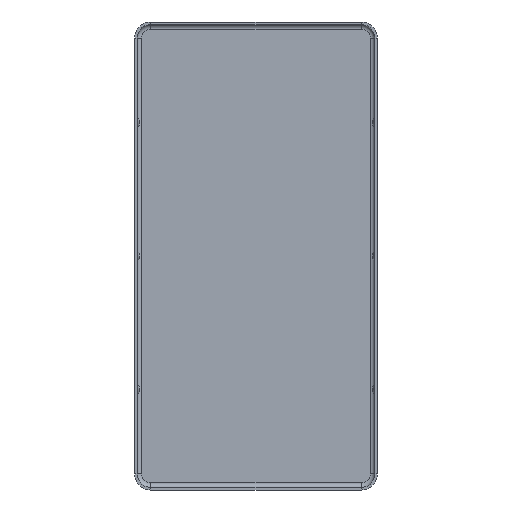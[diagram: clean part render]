
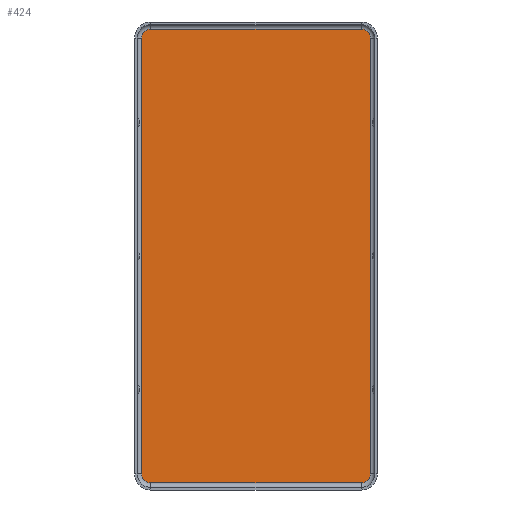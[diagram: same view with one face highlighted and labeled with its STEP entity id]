
A CAD part, front view. The second image highlights one B-rep face of the part: STEP entity #424.
In plain terms, the highlighted planar face has unit normal (0, -1, 0).
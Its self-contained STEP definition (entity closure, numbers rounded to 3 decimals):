
#5 = EDGE_CURVE ( 'NONE', #1790, #269, #1341, .T. ) ;
#7 = AXIS2_PLACEMENT_3D ( 'NONE', #900, #1186, #1460 ) ;
#18 = VECTOR ( 'NONE', #722, 1000. ) ;
#80 = EDGE_CURVE ( 'NONE', #1790, #1193, #392, .T. ) ;
#106 = AXIS2_PLACEMENT_3D ( 'NONE', #450, #298, #738 ) ;
#151 = LINE ( 'NONE', #308, #923 ) ;
#152 = CARTESIAN_POINT ( 'NONE',  ( 12.85, 0., 0. ) ) ;
#226 = CARTESIAN_POINT ( 'NONE',  ( -11.85, 0., 24.5 ) ) ;
#230 = DIRECTION ( 'NONE',  ( 0., -1., 0. ) ) ;
#251 = EDGE_CURVE ( 'NONE', #885, #799, #985, .T. ) ;
#269 = VERTEX_POINT ( 'NONE', #1333 ) ;
#297 = CARTESIAN_POINT ( 'NONE',  ( -11.85, 0., -25.5 ) ) ;
#298 = DIRECTION ( 'NONE',  ( 0., 1., 0. ) ) ;
#308 = CARTESIAN_POINT ( 'NONE',  ( 11.85, 0., 25.5 ) ) ;
#369 = DIRECTION ( 'NONE',  ( 0., 0., -1. ) ) ;
#372 = VERTEX_POINT ( 'NONE', #1518 ) ;
#392 = LINE ( 'NONE', #739, #18 ) ;
#421 = CARTESIAN_POINT ( 'NONE',  ( 11.85, 0., 25.5 ) ) ;
#424 = ADVANCED_FACE ( 'NONE', ( #1176 ), #1083, .T. ) ;
#450 = CARTESIAN_POINT ( 'NONE',  ( 11.85, 0., -24.5 ) ) ;
#478 = ORIENTED_EDGE ( 'NONE', *, *, #80, .T. ) ;
#485 = CIRCLE ( 'NONE', #106, 1. ) ;
#495 = CARTESIAN_POINT ( 'NONE',  ( 11.85, 0., -25.5 ) ) ;
#502 = ORIENTED_EDGE ( 'NONE', *, *, #1237, .T. ) ;
#509 = CARTESIAN_POINT ( 'NONE',  ( -12.85, 0., 24.5 ) ) ;
#527 = CARTESIAN_POINT ( 'NONE',  ( -12.85, 0., -24.5 ) ) ;
#555 = LINE ( 'NONE', #152, #760 ) ;
#722 = DIRECTION ( 'NONE',  ( 0., 0., -1. ) ) ;
#738 = DIRECTION ( 'NONE',  ( 0., 0., 1. ) ) ;
#739 = CARTESIAN_POINT ( 'NONE',  ( -12.85, 0., 0. ) ) ;
#760 = VECTOR ( 'NONE', #1599, 1000. ) ;
#773 = ORIENTED_EDGE ( 'NONE', *, *, #1144, .F. ) ;
#799 = VERTEX_POINT ( 'NONE', #297 ) ;
#857 = AXIS2_PLACEMENT_3D ( 'NONE', #226, #1799, #1656 ) ;
#885 = VERTEX_POINT ( 'NONE', #495 ) ;
#893 = DIRECTION ( 'NONE',  ( -1., 0., 0. ) ) ;
#900 = CARTESIAN_POINT ( 'NONE',  ( -11.85, 0., -24.5 ) ) ;
#923 = VECTOR ( 'NONE', #893, 1000. ) ;
#928 = DIRECTION ( 'NONE',  ( -1., 0., 0. ) ) ;
#940 = CIRCLE ( 'NONE', #1158, 1. ) ;
#965 = VECTOR ( 'NONE', #928, 1000. ) ;
#968 = DIRECTION ( 'NONE',  ( 0., -1., 0. ) ) ;
#979 = CARTESIAN_POINT ( 'NONE',  ( 11.85, 0., 24.5 ) ) ;
#985 = LINE ( 'NONE', #1340, #965 ) ;
#1042 = ORIENTED_EDGE ( 'NONE', *, *, #1644, .T. ) ;
#1083 = PLANE ( 'NONE',  #1194 ) ;
#1115 = DIRECTION ( 'NONE',  ( 0., 0., -1. ) ) ;
#1144 = EDGE_CURVE ( 'NONE', #372, #885, #485, .T. ) ;
#1158 = AXIS2_PLACEMENT_3D ( 'NONE', #979, #968, #1115 ) ;
#1176 = FACE_OUTER_BOUND ( 'NONE', #1229, .T. ) ;
#1186 = DIRECTION ( 'NONE',  ( 0., -1., 0. ) ) ;
#1193 = VERTEX_POINT ( 'NONE', #527 ) ;
#1194 = AXIS2_PLACEMENT_3D ( 'NONE', #1236, #230, #369 ) ;
#1229 = EDGE_LOOP ( 'NONE', ( #1804, #773, #1315, #502, #1270, #1437, #478, #1042 ) ) ;
#1231 = CIRCLE ( 'NONE', #7, 1. ) ;
#1236 = CARTESIAN_POINT ( 'NONE',  ( 11.85, 0., -24.5 ) ) ;
#1237 = EDGE_CURVE ( 'NONE', #1381, #1327, #940, .T. ) ;
#1270 = ORIENTED_EDGE ( 'NONE', *, *, #1465, .T. ) ;
#1315 = ORIENTED_EDGE ( 'NONE', *, *, #1429, .F. ) ;
#1327 = VERTEX_POINT ( 'NONE', #421 ) ;
#1333 = CARTESIAN_POINT ( 'NONE',  ( -11.85, 0., 25.5 ) ) ;
#1340 = CARTESIAN_POINT ( 'NONE',  ( 11.85, 0., -25.5 ) ) ;
#1341 = CIRCLE ( 'NONE', #857, 1. ) ;
#1381 = VERTEX_POINT ( 'NONE', #1431 ) ;
#1429 = EDGE_CURVE ( 'NONE', #1381, #372, #555, .T. ) ;
#1431 = CARTESIAN_POINT ( 'NONE',  ( 12.85, 0., 24.5 ) ) ;
#1437 = ORIENTED_EDGE ( 'NONE', *, *, #5, .F. ) ;
#1460 = DIRECTION ( 'NONE',  ( 0., 0., 1. ) ) ;
#1465 = EDGE_CURVE ( 'NONE', #1327, #269, #151, .T. ) ;
#1518 = CARTESIAN_POINT ( 'NONE',  ( 12.85, 0., -24.5 ) ) ;
#1599 = DIRECTION ( 'NONE',  ( 0., 0., -1. ) ) ;
#1644 = EDGE_CURVE ( 'NONE', #1193, #799, #1231, .T. ) ;
#1656 = DIRECTION ( 'NONE',  ( 0., 0., -1. ) ) ;
#1790 = VERTEX_POINT ( 'NONE', #509 ) ;
#1799 = DIRECTION ( 'NONE',  ( 0., 1., 0. ) ) ;
#1804 = ORIENTED_EDGE ( 'NONE', *, *, #251, .F. ) ;
